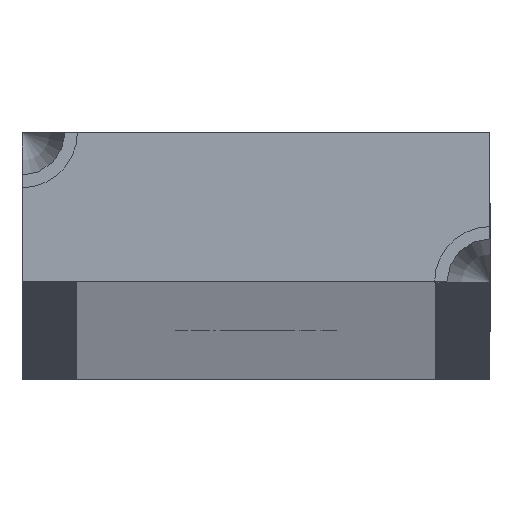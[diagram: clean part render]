
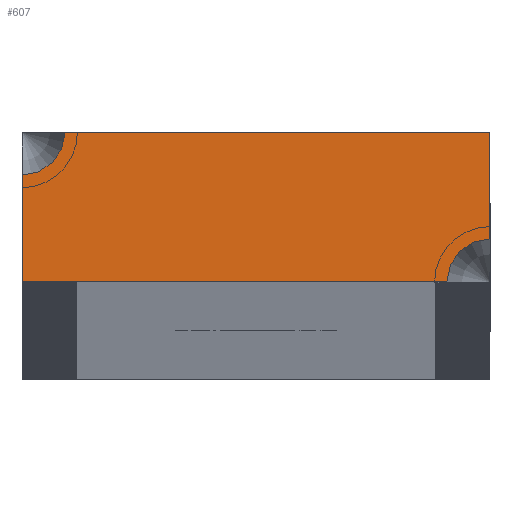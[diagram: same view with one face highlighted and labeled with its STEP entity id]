
A CAD part, top view. The second image highlights one B-rep face of the part: STEP entity #607.
In plain terms, the highlighted planar face has unit normal (0, 0, 1).
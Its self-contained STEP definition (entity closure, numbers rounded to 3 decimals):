
#197 = DIRECTION ( 'NONE',  ( -1., 0., 0. ) ) ;
#607 = ADVANCED_FACE ( 'NONE', ( #7598 ), #17897, .F. ) ;
#693 = EDGE_CURVE ( 'NONE', #23482, #11353, #14714, .T. ) ;
#930 = CARTESIAN_POINT ( 'NONE',  ( 12.5, -4., 1500. ) ) ;
#1028 = CARTESIAN_POINT ( 'NONE',  ( -12.5, -4., 1500. ) ) ;
#1198 = AXIS2_PLACEMENT_3D ( 'NONE', #930, #7082, #21169 ) ;
#1339 = LINE ( 'NONE', #15904, #7825 ) ;
#3104 = VECTOR ( 'NONE', #197, 1000. ) ;
#3853 = DIRECTION ( 'NONE',  ( 0., 1., 0. ) ) ;
#4090 = ORIENTED_EDGE ( 'NONE', *, *, #14645, .T. ) ;
#4325 = ORIENTED_EDGE ( 'NONE', *, *, #9441, .T. ) ;
#4380 = AXIS2_PLACEMENT_3D ( 'NONE', #12463, #4596, #12543 ) ;
#4596 = DIRECTION ( 'NONE',  ( 0., 0., 1. ) ) ;
#5374 = VECTOR ( 'NONE', #18709, 1000. ) ;
#6770 = VECTOR ( 'NONE', #15414, 1000. ) ;
#7082 = DIRECTION ( 'NONE',  ( 0., 0., -1. ) ) ;
#7378 = AXIS2_PLACEMENT_3D ( 'NONE', #13938, #9969, #23924 ) ;
#7598 = FACE_OUTER_BOUND ( 'NONE', #8055, .T. ) ;
#7687 = CARTESIAN_POINT ( 'NONE',  ( 12.5, -1.702, 1500. ) ) ;
#7825 = VECTOR ( 'NONE', #3853, 1000. ) ;
#8055 = EDGE_LOOP ( 'NONE', ( #21896, #4325, #24344, #4090, #20318, #12816 ) ) ;
#9441 = EDGE_CURVE ( 'NONE', #9674, #23459, #12245, .T. ) ;
#9674 = VERTEX_POINT ( 'NONE', #9921 ) ;
#9921 = CARTESIAN_POINT ( 'NONE',  ( 10.202, -4., 1500. ) ) ;
#9969 = DIRECTION ( 'NONE',  ( 0., 0., -1. ) ) ;
#11353 = VERTEX_POINT ( 'NONE', #18240 ) ;
#11557 = LINE ( 'NONE', #12013, #5374 ) ;
#12013 = CARTESIAN_POINT ( 'NONE',  ( -12.5, -4., 1500. ) ) ;
#12245 = CIRCLE ( 'NONE', #1198, 2.298 ) ;
#12293 = VERTEX_POINT ( 'NONE', #12983 ) ;
#12463 = CARTESIAN_POINT ( 'NONE',  ( -12.5, 4., 1500. ) ) ;
#12543 = DIRECTION ( 'NONE',  ( -1., 0., 0. ) ) ;
#12816 = ORIENTED_EDGE ( 'NONE', *, *, #15886, .T. ) ;
#12983 = CARTESIAN_POINT ( 'NONE',  ( -12.5, -4., 1500. ) ) ;
#13938 = CARTESIAN_POINT ( 'NONE',  ( 0., 0., 1500. ) ) ;
#13981 = CARTESIAN_POINT ( 'NONE',  ( -12.5, 1.702, 1500. ) ) ;
#14645 = EDGE_CURVE ( 'NONE', #25535, #11353, #22375, .T. ) ;
#14714 = CIRCLE ( 'NONE', #4380, 2.298 ) ;
#15414 = DIRECTION ( 'NONE',  ( 0., -1., 0. ) ) ;
#15886 = EDGE_CURVE ( 'NONE', #23482, #12293, #22656, .T. ) ;
#15904 = CARTESIAN_POINT ( 'NONE',  ( 12.5, -4., 1500. ) ) ;
#17897 = PLANE ( 'NONE',  #7378 ) ;
#18240 = CARTESIAN_POINT ( 'NONE',  ( -10.202, 4., 1500. ) ) ;
#18709 = DIRECTION ( 'NONE',  ( 1., 0., 0. ) ) ;
#20318 = ORIENTED_EDGE ( 'NONE', *, *, #693, .F. ) ;
#20326 = CARTESIAN_POINT ( 'NONE',  ( -12.5, 4., 1500. ) ) ;
#20741 = EDGE_CURVE ( 'NONE', #12293, #9674, #11557, .T. ) ;
#20987 = EDGE_CURVE ( 'NONE', #23459, #25535, #1339, .T. ) ;
#21169 = DIRECTION ( 'NONE',  ( -1., 0., 0. ) ) ;
#21896 = ORIENTED_EDGE ( 'NONE', *, *, #20741, .T. ) ;
#22375 = LINE ( 'NONE', #20326, #3104 ) ;
#22656 = LINE ( 'NONE', #1028, #6770 ) ;
#23459 = VERTEX_POINT ( 'NONE', #7687 ) ;
#23482 = VERTEX_POINT ( 'NONE', #13981 ) ;
#23693 = CARTESIAN_POINT ( 'NONE',  ( 12.5, 4., 1500. ) ) ;
#23924 = DIRECTION ( 'NONE',  ( -1., 0., 0. ) ) ;
#24344 = ORIENTED_EDGE ( 'NONE', *, *, #20987, .T. ) ;
#25535 = VERTEX_POINT ( 'NONE', #23693 ) ;
